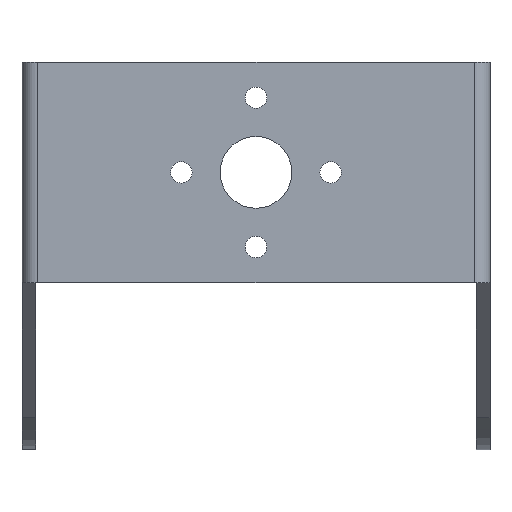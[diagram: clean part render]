
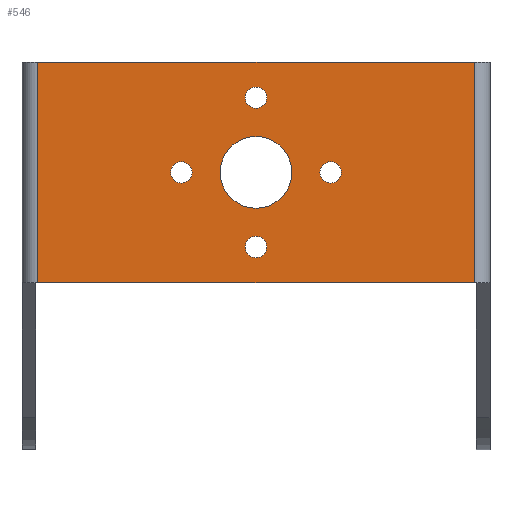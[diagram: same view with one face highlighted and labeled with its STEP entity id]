
A CAD part, front view. The second image highlights one B-rep face of the part: STEP entity #546.
In plain terms, the highlighted planar face has unit normal (0, -1, 0).
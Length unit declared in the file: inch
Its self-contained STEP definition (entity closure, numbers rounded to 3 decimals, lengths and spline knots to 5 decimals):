
#250 = VERTEX_POINT ( 'NONE', #1042 ) ;
#252 = EDGE_CURVE ( 'NONE', #253, #250, #1041, .T. ) ;
#253 = VERTEX_POINT ( 'NONE', #1036 ) ;
#313 = EDGE_CURVE ( 'NONE', #314, #364, #1208, .T. ) ;
#314 = VERTEX_POINT ( 'NONE', #1203 ) ;
#336 = VERTEX_POINT ( 'NONE', #1220 ) ;
#338 = EDGE_CURVE ( 'NONE', #336, #339, #1219, .T. ) ;
#339 = VERTEX_POINT ( 'NONE', #1214 ) ;
#350 = VERTEX_POINT ( 'NONE', #1255 ) ;
#352 = EDGE_CURVE ( 'NONE', #353, #350, #1254, .T. ) ;
#353 = VERTEX_POINT ( 'NONE', #1249 ) ;
#364 = VERTEX_POINT ( 'NONE', #1290 ) ;
#369 = VERTEX_POINT ( 'NONE', #1283 ) ;
#396 = EDGE_CURVE ( 'NONE', #397, #398, #1356, .T. ) ;
#397 = VERTEX_POINT ( 'NONE', #1352 ) ;
#398 = VERTEX_POINT ( 'NONE', #1351 ) ;
#453 = VERTEX_POINT ( 'NONE', #1452 ) ;
#455 = EDGE_CURVE ( 'NONE', #369, #453, #1451, .T. ) ;
#461 = VERTEX_POINT ( 'NONE', #1442 ) ;
#490 = EDGE_CURVE ( 'NONE', #491, #461, #1522, .T. ) ;
#491 = VERTEX_POINT ( 'NONE', #1518 ) ;
#506 = EDGE_CURVE ( 'NONE', #250, #253, #1496, .T. ) ;
#511 = EDGE_CURVE ( 'NONE', #461, #491, #1555, .T. ) ;
#520 = EDGE_CURVE ( 'NONE', #350, #353, #1541, .T. ) ;
#537 = EDGE_LOOP ( 'NONE', ( #563, #564, #548, #541 ) ) ;
#541 = ORIENTED_EDGE ( 'NONE', *, *, #542, .T. ) ;
#542 = EDGE_CURVE ( 'NONE', #398, #369, #1558, .T. ) ;
#543 = ORIENTED_EDGE ( 'NONE', *, *, #613, .F. ) ;
#544 = ORIENTED_EDGE ( 'NONE', *, *, #338, .F. ) ;
#545 = EDGE_LOOP ( 'NONE', ( #555, #556 ) ) ;
#546 = ADVANCED_FACE ( 'NONE', ( #1616, #1615, #1614, #1613, #1612, #1611 ), #1610, .F. ) ;
#547 = EDGE_CURVE ( 'NONE', #453, #397, #1605, .T. ) ;
#548 = ORIENTED_EDGE ( 'NONE', *, *, #396, .T. ) ;
#549 = EDGE_LOOP ( 'NONE', ( #543, #544 ) ) ;
#550 = ORIENTED_EDGE ( 'NONE', *, *, #506, .T. ) ;
#551 = EDGE_LOOP ( 'NONE', ( #552, #553 ) ) ;
#552 = ORIENTED_EDGE ( 'NONE', *, *, #313, .T. ) ;
#553 = ORIENTED_EDGE ( 'NONE', *, *, #571, .T. ) ;
#554 = EDGE_LOOP ( 'NONE', ( #559, #560 ) ) ;
#555 = ORIENTED_EDGE ( 'NONE', *, *, #490, .T. ) ;
#556 = ORIENTED_EDGE ( 'NONE', *, *, #511, .T. ) ;
#557 = EDGE_LOOP ( 'NONE', ( #558, #550 ) ) ;
#558 = ORIENTED_EDGE ( 'NONE', *, *, #252, .T. ) ;
#559 = ORIENTED_EDGE ( 'NONE', *, *, #352, .T. ) ;
#560 = ORIENTED_EDGE ( 'NONE', *, *, #520, .T. ) ;
#563 = ORIENTED_EDGE ( 'NONE', *, *, #455, .T. ) ;
#564 = ORIENTED_EDGE ( 'NONE', *, *, #547, .T. ) ;
#571 = EDGE_CURVE ( 'NONE', #364, #314, #1588, .T. ) ;
#613 = EDGE_CURVE ( 'NONE', #339, #336, #1666, .T. ) ;
#1036 = CARTESIAN_POINT ( 'NONE',  ( -0.328, 0., -0.047 ) ) ;
#1037 = DIRECTION ( 'NONE',  ( 0., 0., 1. ) ) ;
#1038 = DIRECTION ( 'NONE',  ( 0., 1., 0. ) ) ;
#1039 = CARTESIAN_POINT ( 'NONE',  ( -0.328, 0., 0. ) ) ;
#1040 = AXIS2_PLACEMENT_3D ( 'NONE', #1039, #1038, #1037 ) ;
#1041 = CIRCLE ( 'NONE', #1040, 0.047 ) ;
#1042 = CARTESIAN_POINT ( 'NONE',  ( -0.328, 0., 0.047 ) ) ;
#1203 = CARTESIAN_POINT ( 'NONE',  ( 0., 0., -0.375 ) ) ;
#1204 = DIRECTION ( 'NONE',  ( 0., 0., 1. ) ) ;
#1205 = DIRECTION ( 'NONE',  ( 0., 1., 0. ) ) ;
#1206 = CARTESIAN_POINT ( 'NONE',  ( 0., 0., -0.328 ) ) ;
#1207 = AXIS2_PLACEMENT_3D ( 'NONE', #1206, #1205, #1204 ) ;
#1208 = CIRCLE ( 'NONE', #1207, 0.047 ) ;
#1214 = CARTESIAN_POINT ( 'NONE',  ( 0.328, 0., -0.047 ) ) ;
#1215 = DIRECTION ( 'NONE',  ( 0., 0., 1. ) ) ;
#1216 = DIRECTION ( 'NONE',  ( 0., -1., 0. ) ) ;
#1217 = CARTESIAN_POINT ( 'NONE',  ( 0.328, 0., 0. ) ) ;
#1218 = AXIS2_PLACEMENT_3D ( 'NONE', #1217, #1216, #1215 ) ;
#1219 = CIRCLE ( 'NONE', #1218, 0.047 ) ;
#1220 = CARTESIAN_POINT ( 'NONE',  ( 0.328, 0., 0.047 ) ) ;
#1249 = CARTESIAN_POINT ( 'NONE',  ( 0., 0., 0.281 ) ) ;
#1250 = DIRECTION ( 'NONE',  ( 0., 0., 1. ) ) ;
#1251 = DIRECTION ( 'NONE',  ( 0., 1., 0. ) ) ;
#1252 = CARTESIAN_POINT ( 'NONE',  ( 0., 0., 0.328 ) ) ;
#1253 = AXIS2_PLACEMENT_3D ( 'NONE', #1252, #1251, #1250 ) ;
#1254 = CIRCLE ( 'NONE', #1253, 0.047 ) ;
#1255 = CARTESIAN_POINT ( 'NONE',  ( 0., 0., 0.375 ) ) ;
#1283 = CARTESIAN_POINT ( 'NONE',  ( 0.958, 0., 0.4845 ) ) ;
#1290 = CARTESIAN_POINT ( 'NONE',  ( 0., 0., -0.281 ) ) ;
#1351 = CARTESIAN_POINT ( 'NONE',  ( 0.958, 0., -0.4845 ) ) ;
#1352 = CARTESIAN_POINT ( 'NONE',  ( -0.958, 0., -0.4845 ) ) ;
#1353 = DIRECTION ( 'NONE',  ( 1., 0., 0. ) ) ;
#1354 = VECTOR ( 'NONE', #1353, 39.37008 ) ;
#1355 = CARTESIAN_POINT ( 'NONE',  ( -1.77418, 0., -0.4845 ) ) ;
#1356 = LINE ( 'NONE', #1355, #1354 ) ;
#1442 = CARTESIAN_POINT ( 'NONE',  ( 0., 0., 0.1575 ) ) ;
#1448 = DIRECTION ( 'NONE',  ( -1., 0., 0. ) ) ;
#1449 = VECTOR ( 'NONE', #1448, 39.37008 ) ;
#1450 = CARTESIAN_POINT ( 'NONE',  ( -1.77418, 0., 0.4845 ) ) ;
#1451 = LINE ( 'NONE', #1450, #1449 ) ;
#1452 = CARTESIAN_POINT ( 'NONE',  ( -0.958, 0., 0.4845 ) ) ;
#1493 = DIRECTION ( 'NONE',  ( 0., 1., 0. ) ) ;
#1494 = CARTESIAN_POINT ( 'NONE',  ( -0.328, 0., 0. ) ) ;
#1495 = AXIS2_PLACEMENT_3D ( 'NONE', #1494, #1493, #1556 ) ;
#1496 = CIRCLE ( 'NONE', #1495, 0.047 ) ;
#1497 = CARTESIAN_POINT ( 'NONE',  ( 0., 0., 0. ) ) ;
#1518 = CARTESIAN_POINT ( 'NONE',  ( 0., 0., -0.1575 ) ) ;
#1519 = DIRECTION ( 'NONE',  ( 0., 0., 1. ) ) ;
#1520 = DIRECTION ( 'NONE',  ( 0., 1., 0. ) ) ;
#1521 = AXIS2_PLACEMENT_3D ( 'NONE', #1525, #1520, #1519 ) ;
#1522 = CIRCLE ( 'NONE', #1521, 0.1575 ) ;
#1525 = CARTESIAN_POINT ( 'NONE',  ( 0., 0., 0. ) ) ;
#1537 = DIRECTION ( 'NONE',  ( 0., 0., 1. ) ) ;
#1538 = DIRECTION ( 'NONE',  ( 0., 1., 0. ) ) ;
#1539 = CARTESIAN_POINT ( 'NONE',  ( 0., 0., 0.328 ) ) ;
#1540 = AXIS2_PLACEMENT_3D ( 'NONE', #1539, #1538, #1537 ) ;
#1541 = CIRCLE ( 'NONE', #1540, 0.047 ) ;
#1552 = DIRECTION ( 'NONE',  ( 0., 0., 1. ) ) ;
#1553 = DIRECTION ( 'NONE',  ( 0., 1., 0. ) ) ;
#1554 = AXIS2_PLACEMENT_3D ( 'NONE', #1497, #1553, #1552 ) ;
#1555 = CIRCLE ( 'NONE', #1554, 0.1575 ) ;
#1556 = DIRECTION ( 'NONE',  ( 0., 0., 1. ) ) ;
#1558 = LINE ( 'NONE', #1619, #1618 ) ;
#1588 = CIRCLE ( 'NONE', #1657, 0.047 ) ;
#1592 = CARTESIAN_POINT ( 'NONE',  ( 0., 0., -0.328 ) ) ;
#1602 = DIRECTION ( 'NONE',  ( 0., 0., -1. ) ) ;
#1603 = VECTOR ( 'NONE', #1602, 39.37008 ) ;
#1604 = CARTESIAN_POINT ( 'NONE',  ( -0.958, 0., -0.4845 ) ) ;
#1605 = LINE ( 'NONE', #1604, #1603 ) ;
#1606 = DIRECTION ( 'NONE',  ( 0., 0., 1. ) ) ;
#1607 = DIRECTION ( 'NONE',  ( 0., 1., 0. ) ) ;
#1608 = CARTESIAN_POINT ( 'NONE',  ( -1.77418, 0., 0. ) ) ;
#1609 = AXIS2_PLACEMENT_3D ( 'NONE', #1608, #1607, #1606 ) ;
#1610 = PLANE ( 'NONE',  #1609 ) ;
#1611 = FACE_BOUND ( 'NONE', #554, .T. ) ;
#1612 = FACE_BOUND ( 'NONE', #551, .T. ) ;
#1613 = FACE_BOUND ( 'NONE', #557, .T. ) ;
#1614 = FACE_BOUND ( 'NONE', #545, .T. ) ;
#1615 = FACE_BOUND ( 'NONE', #549, .T. ) ;
#1616 = FACE_OUTER_BOUND ( 'NONE', #537, .T. ) ;
#1617 = DIRECTION ( 'NONE',  ( 0., 0., 1. ) ) ;
#1618 = VECTOR ( 'NONE', #1617, 39.37008 ) ;
#1619 = CARTESIAN_POINT ( 'NONE',  ( 0.958, 0., 0. ) ) ;
#1655 = DIRECTION ( 'NONE',  ( 0., 0., 1. ) ) ;
#1656 = DIRECTION ( 'NONE',  ( 0., 1., 0. ) ) ;
#1657 = AXIS2_PLACEMENT_3D ( 'NONE', #1592, #1656, #1655 ) ;
#1663 = DIRECTION ( 'NONE',  ( 0., 0., 1. ) ) ;
#1664 = DIRECTION ( 'NONE',  ( 0., -1., 0. ) ) ;
#1665 = AXIS2_PLACEMENT_3D ( 'NONE', #1672, #1664, #1663 ) ;
#1666 = CIRCLE ( 'NONE', #1665, 0.047 ) ;
#1672 = CARTESIAN_POINT ( 'NONE',  ( 0.328, 0., 0. ) ) ;
